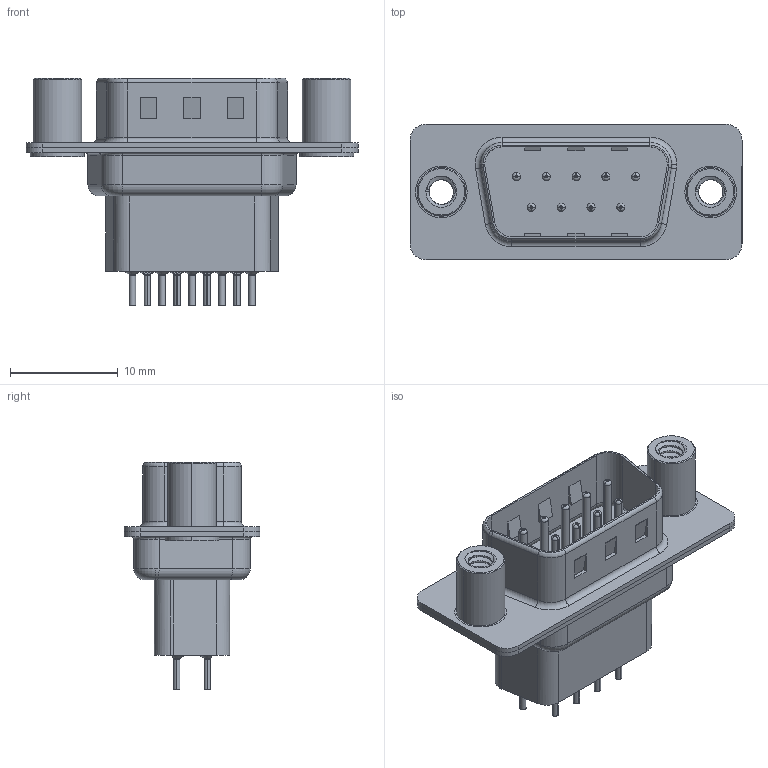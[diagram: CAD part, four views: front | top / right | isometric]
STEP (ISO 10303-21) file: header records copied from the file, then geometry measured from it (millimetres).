
FILE_DESCRIPTION (( 'STEP AP203' ), '1' );
FILE_NAME ('627-009-221-558.STEP', '2018-10-04T19:58:02', ( '' ), ( '' ), 'SwSTEP 2.0', 'SolidWorks 2016', '' );
FILE_SCHEMA (( 'CONFIG_CONTROL_DESIGN' ));
Length unit declared in the file: millimetre
Products named in the file (7): 627 4-40 Threaded Standoff; 627 Shell Front_09 Contacts; 627-009-221-558; 627 Shell Rear_09 Contacts; 627 Contact Row 1_21H; 627 Contact Row 2_21H; 627 Housing_09 HP
Assembly tree (14 placements, depth 2):
  627-009-221-558
    627 Housing_09 HP
    627 Shell Front_09 Contacts
    627 Shell Rear_09 Contacts
    627 Contact Row 1_21H  x5
    627 Contact Row 2_21H  x4
    627 4-40 Threaded Standoff  x2
Bounding box: 30.8 x 12.6 x 21.1 mm (x, y, z)
Volume: 1882.7 mm3; surface area: 4975.2 mm2
Topology: 14 solids, 14 shells, 1220 faces, 3137 edges, 1967 vertices
Faces by surface type: cylinder 490, plane 325, torus 299, cone 100, bspline 6
Entity records: 19368 total; most frequent: CARTESIAN_POINT 5153, DIRECTION 2959, ORIENTED_EDGE 2710, EDGE_CURVE 1355, AXIS2_PLACEMENT_3D 1187, VERTEX_POINT 855, CIRCLE 633, EDGE_LOOP 612
